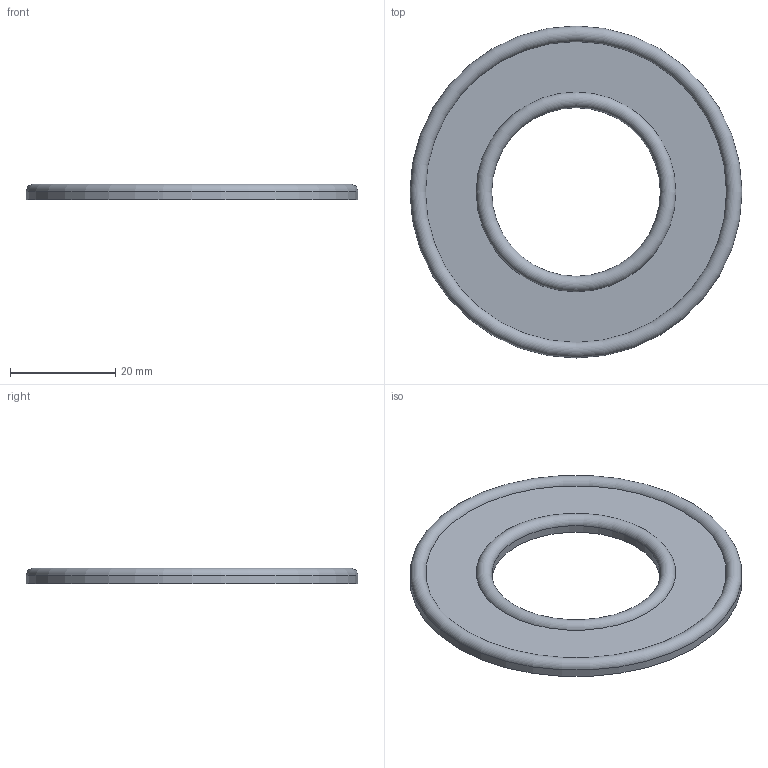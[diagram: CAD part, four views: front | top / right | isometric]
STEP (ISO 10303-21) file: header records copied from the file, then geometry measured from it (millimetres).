
FILE_DESCRIPTION(('FTC-11 geometry only from the NIST MBE PMI Validation and Conformance Testing Project - go.usa.gov/mGVm'),'2;1');
FILE_NAME('nist_ftc_11_asme1.stp','2015-05-27T17:43:57',(''),(''),'','','');
FILE_SCHEMA(('CONFIG_CONTROL_DESIGN'));
Length unit declared in the file: millimetre
Products named in the file (1): nist_ftc_11_asme1
Bounding box: 63 x 63 x 3 mm (x, y, z)
Volume: 5129.4 mm3; surface area: 5474.5 mm2
Topology: 1 solids, 1 shells, 6 faces, 12 edges, 8 vertices
Faces by surface type: cylinder 2, plane 2, torus 2
Full cylindrical faces by diameter (mm): 32 x1, 63 x1
Entity records: 154 total; most frequent: DIRECTION 26, CARTESIAN_POINT 19, AXIS2_PLACEMENT_3D 13, ORIENTED_EDGE 12, EDGE_LOOP 12, VERTEX_POINT 6, CIRCLE 6, EDGE_CURVE 6
